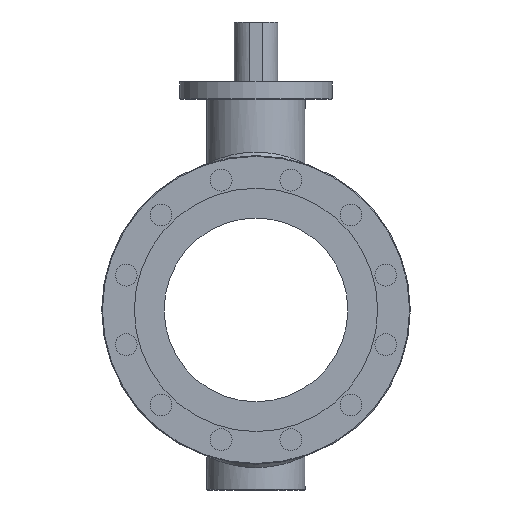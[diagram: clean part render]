
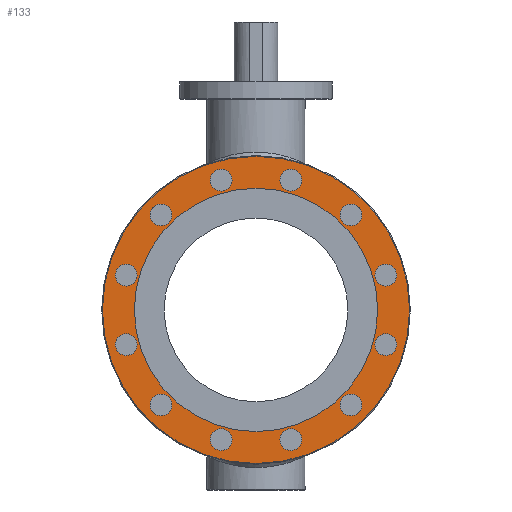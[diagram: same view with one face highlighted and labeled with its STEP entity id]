
A CAD part, left-side view. The second image highlights one B-rep face of the part: STEP entity #133.
In plain terms, the highlighted planar face has unit normal (-1, 0, 0).
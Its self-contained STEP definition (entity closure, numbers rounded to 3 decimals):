
#133 = ADVANCED_FACE( '', ( #336, #337, #338, #339, #340, #341, #342, #343, #344, #345, #346, #347, #348, #349 ), #350, .F. );
#336 = FACE_BOUND( '', #844, .T. );
#337 = FACE_BOUND( '', #845, .T. );
#338 = FACE_BOUND( '', #846, .T. );
#339 = FACE_BOUND( '', #847, .T. );
#340 = FACE_BOUND( '', #848, .T. );
#341 = FACE_BOUND( '', #849, .T. );
#342 = FACE_BOUND( '', #850, .T. );
#343 = FACE_BOUND( '', #851, .T. );
#344 = FACE_BOUND( '', #852, .T. );
#345 = FACE_BOUND( '', #853, .T. );
#346 = FACE_BOUND( '', #854, .T. );
#347 = FACE_BOUND( '', #855, .T. );
#348 = FACE_OUTER_BOUND( '', #856, .T. );
#349 = FACE_BOUND( '', #857, .T. );
#350 = PLANE( '', #858 );
#844 = EDGE_LOOP( '', ( #1380 ) );
#845 = EDGE_LOOP( '', ( #1381 ) );
#846 = EDGE_LOOP( '', ( #1382 ) );
#847 = EDGE_LOOP( '', ( #1383 ) );
#848 = EDGE_LOOP( '', ( #1384 ) );
#849 = EDGE_LOOP( '', ( #1385 ) );
#850 = EDGE_LOOP( '', ( #1386 ) );
#851 = EDGE_LOOP( '', ( #1387 ) );
#852 = EDGE_LOOP( '', ( #1388 ) );
#853 = EDGE_LOOP( '', ( #1389 ) );
#854 = EDGE_LOOP( '', ( #1390 ) );
#855 = EDGE_LOOP( '', ( #1391 ) );
#856 = EDGE_LOOP( '', ( #1392 ) );
#857 = EDGE_LOOP( '', ( #1393 ) );
#858 = AXIS2_PLACEMENT_3D( '', #1394, #1395, #1396 );
#1380 = ORIENTED_EDGE( '', *, *, #1900, .T. );
#1381 = ORIENTED_EDGE( '', *, *, #1901, .T. );
#1382 = ORIENTED_EDGE( '', *, *, #1854, .T. );
#1383 = ORIENTED_EDGE( '', *, *, #1860, .T. );
#1384 = ORIENTED_EDGE( '', *, *, #1902, .T. );
#1385 = ORIENTED_EDGE( '', *, *, #1903, .T. );
#1386 = ORIENTED_EDGE( '', *, *, #1904, .T. );
#1387 = ORIENTED_EDGE( '', *, *, #1905, .T. );
#1388 = ORIENTED_EDGE( '', *, *, #1906, .T. );
#1389 = ORIENTED_EDGE( '', *, *, #1880, .T. );
#1390 = ORIENTED_EDGE( '', *, *, #1857, .T. );
#1391 = ORIENTED_EDGE( '', *, *, #1907, .T. );
#1392 = ORIENTED_EDGE( '', *, *, #1908, .T. );
#1393 = ORIENTED_EDGE( '', *, *, #1872, .F. );
#1394 = CARTESIAN_POINT( '', ( -263.5, 0., 212.5 ) );
#1395 = DIRECTION( '', ( 1., 0., 0. ) );
#1396 = DIRECTION( '', ( 0., 0., -1. ) );
#1854 = EDGE_CURVE( '', #2062, #2062, #2063, .T. );
#1857 = EDGE_CURVE( '', #2067, #2067, #2068, .T. );
#1860 = EDGE_CURVE( '', #2072, #2072, #2073, .T. );
#1872 = EDGE_CURVE( '', #2093, #2093, #2094, .T. );
#1880 = EDGE_CURVE( '', #2107, #2107, #2108, .T. );
#1900 = EDGE_CURVE( '', #2140, #2140, #2141, .T. );
#1901 = EDGE_CURVE( '', #2142, #2142, #2143, .T. );
#1902 = EDGE_CURVE( '', #2144, #2144, #2145, .T. );
#1903 = EDGE_CURVE( '', #2146, #2146, #2147, .T. );
#1904 = EDGE_CURVE( '', #2148, #2148, #2149, .T. );
#1905 = EDGE_CURVE( '', #2150, #2150, #2151, .T. );
#1906 = EDGE_CURVE( '', #2152, #2152, #2153, .T. );
#1907 = EDGE_CURVE( '', #2154, #2154, #2155, .T. );
#1908 = EDGE_CURVE( '', #2156, #2156, #2157, .F. );
#2062 = VERTEX_POINT( '', #2383 );
#2063 = CIRCLE( '', #2384, 15. );
#2067 = VERTEX_POINT( '', #2388 );
#2068 = CIRCLE( '', #2389, 15. );
#2072 = VERTEX_POINT( '', #2393 );
#2073 = CIRCLE( '', #2394, 15. );
#2093 = VERTEX_POINT( '', #2421 );
#2094 = CIRCLE( '', #2422, 167.5 );
#2107 = VERTEX_POINT( '', #2439 );
#2108 = CIRCLE( '', #2440, 15. );
#2140 = VERTEX_POINT( '', #2613 );
#2141 = CIRCLE( '', #2614, 15. );
#2142 = VERTEX_POINT( '', #2615 );
#2143 = CIRCLE( '', #2616, 15. );
#2144 = VERTEX_POINT( '', #2617 );
#2145 = CIRCLE( '', #2618, 15. );
#2146 = VERTEX_POINT( '', #2619 );
#2147 = CIRCLE( '', #2620, 15. );
#2148 = VERTEX_POINT( '', #2621 );
#2149 = CIRCLE( '', #2622, 15. );
#2150 = VERTEX_POINT( '', #2623 );
#2151 = CIRCLE( '', #2624, 15. );
#2152 = VERTEX_POINT( '', #2625 );
#2153 = CIRCLE( '', #2626, 15. );
#2154 = VERTEX_POINT( '', #2627 );
#2155 = CIRCLE( '', #2628, 15. );
#2156 = VERTEX_POINT( '', #2629 );
#2157 = CIRCLE( '', #2630, 211.5 );
#2383 = CARTESIAN_POINT( '', ( -263.5, 163.696, 47.882 ) );
#2384 = AXIS2_PLACEMENT_3D( '', #3019, #3020, #3021 );
#2388 = CARTESIAN_POINT( '', ( -263.5, -123.315, 117.824 ) );
#2389 = AXIS2_PLACEMENT_3D( '', #3025, #3026, #3027 );
#2393 = CARTESIAN_POINT( '', ( -263.5, 165.706, -40.382 ) );
#2394 = AXIS2_PLACEMENT_3D( '', #3031, #3032, #3033 );
#2421 = CARTESIAN_POINT( '', ( -263.5, 0., 167.5 ) );
#2422 = AXIS2_PLACEMENT_3D( '', #3047, #3048, #3049 );
#2439 = CARTESIAN_POINT( '', ( -263.5, -165.706, 40.382 ) );
#2440 = AXIS2_PLACEMENT_3D( '', #3057, #3058, #3059 );
#2613 = CARTESIAN_POINT( '', ( -263.5, 40.382, 165.706 ) );
#2614 = AXIS2_PLACEMENT_3D( '', #3090, #3091, #3092 );
#2615 = CARTESIAN_POINT( '', ( -263.5, 117.824, 123.315 ) );
#2616 = AXIS2_PLACEMENT_3D( '', #3093, #3094, #3095 );
#2617 = CARTESIAN_POINT( '', ( -263.5, 123.315, -117.824 ) );
#2618 = AXIS2_PLACEMENT_3D( '', #3096, #3097, #3098 );
#2619 = CARTESIAN_POINT( '', ( -263.5, 47.882, -163.696 ) );
#2620 = AXIS2_PLACEMENT_3D( '', #3099, #3100, #3101 );
#2621 = CARTESIAN_POINT( '', ( -263.5, -40.382, -165.706 ) );
#2622 = AXIS2_PLACEMENT_3D( '', #3102, #3103, #3104 );
#2623 = CARTESIAN_POINT( '', ( -263.5, -117.824, -123.315 ) );
#2624 = AXIS2_PLACEMENT_3D( '', #3105, #3106, #3107 );
#2625 = CARTESIAN_POINT( '', ( -263.5, -163.696, -47.882 ) );
#2626 = AXIS2_PLACEMENT_3D( '', #3108, #3109, #3110 );
#2627 = CARTESIAN_POINT( '', ( -263.5, -47.882, 163.696 ) );
#2628 = AXIS2_PLACEMENT_3D( '', #3111, #3112, #3113 );
#2629 = CARTESIAN_POINT( '', ( -263.5, 0., -211.5 ) );
#2630 = AXIS2_PLACEMENT_3D( '', #3114, #3115, #3116 );
#3019 = CARTESIAN_POINT( '', ( -263.5, 178.696, 47.882 ) );
#3020 = DIRECTION( '', ( 1., 0., 0. ) );
#3021 = DIRECTION( '', ( 0., -1., 0. ) );
#3025 = CARTESIAN_POINT( '', ( -263.5, -130.815, 130.815 ) );
#3026 = DIRECTION( '', ( 1., 0., 0. ) );
#3027 = DIRECTION( '', ( 0., 0.5, -0.866 ) );
#3031 = CARTESIAN_POINT( '', ( -263.5, 178.696, -47.882 ) );
#3032 = DIRECTION( '', ( 1., 0., 0. ) );
#3033 = DIRECTION( '', ( 0., -0.866, 0.5 ) );
#3047 = CARTESIAN_POINT( '', ( -263.5, 0., 0. ) );
#3048 = DIRECTION( '', ( -1., 0., 0. ) );
#3049 = DIRECTION( '', ( 0., 0., 1. ) );
#3057 = CARTESIAN_POINT( '', ( -263.5, -178.696, 47.882 ) );
#3058 = DIRECTION( '', ( 1., 0., 0. ) );
#3059 = DIRECTION( '', ( 0., 0.866, -0.5 ) );
#3090 = CARTESIAN_POINT( '', ( -263.5, 47.882, 178.696 ) );
#3091 = DIRECTION( '', ( 1., 0., 0. ) );
#3092 = DIRECTION( '', ( 0., -0.5, -0.866 ) );
#3093 = CARTESIAN_POINT( '', ( -263.5, 130.815, 130.815 ) );
#3094 = DIRECTION( '', ( 1., 0., 0. ) );
#3095 = DIRECTION( '', ( 0., -0.866, -0.5 ) );
#3096 = CARTESIAN_POINT( '', ( -263.5, 130.815, -130.815 ) );
#3097 = DIRECTION( '', ( 1., 0., 0. ) );
#3098 = DIRECTION( '', ( 0., -0.5, 0.866 ) );
#3099 = CARTESIAN_POINT( '', ( -263.5, 47.882, -178.696 ) );
#3100 = DIRECTION( '', ( 1., 0., 0. ) );
#3101 = DIRECTION( '', ( 0., 0., 1. ) );
#3102 = CARTESIAN_POINT( '', ( -263.5, -47.882, -178.696 ) );
#3103 = DIRECTION( '', ( 1., 0., 0. ) );
#3104 = DIRECTION( '', ( 0., 0.5, 0.866 ) );
#3105 = CARTESIAN_POINT( '', ( -263.5, -130.815, -130.815 ) );
#3106 = DIRECTION( '', ( 1., 0., 0. ) );
#3107 = DIRECTION( '', ( 0., 0.866, 0.5 ) );
#3108 = CARTESIAN_POINT( '', ( -263.5, -178.696, -47.882 ) );
#3109 = DIRECTION( '', ( 1., 0., 0. ) );
#3110 = DIRECTION( '', ( 0., 1., 0. ) );
#3111 = CARTESIAN_POINT( '', ( -263.5, -47.882, 178.696 ) );
#3112 = DIRECTION( '', ( 1., 0., 0. ) );
#3113 = DIRECTION( '', ( 0., 0., -1. ) );
#3114 = CARTESIAN_POINT( '', ( -263.5, 0., 0. ) );
#3115 = DIRECTION( '', ( 1., 0., 0. ) );
#3116 = DIRECTION( '', ( 0., 0., -1. ) );
